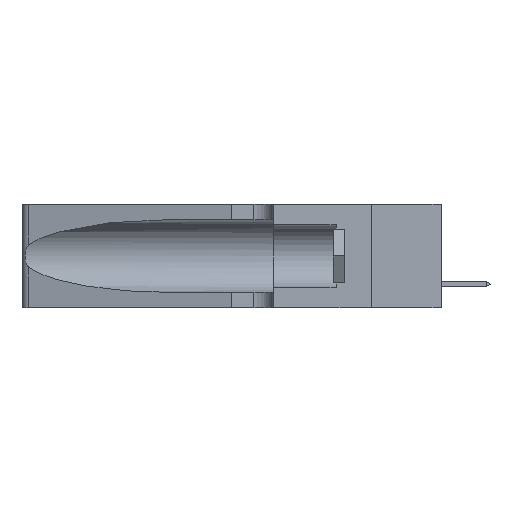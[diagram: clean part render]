
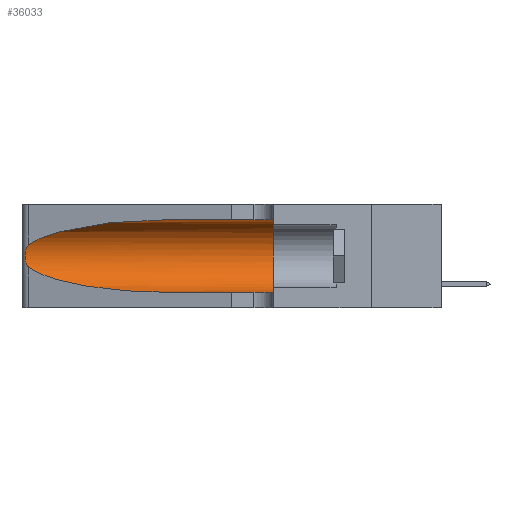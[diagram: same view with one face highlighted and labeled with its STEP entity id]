
A CAD part, left-side view. The second image highlights one B-rep face of the part: STEP entity #36033.
In plain terms, the highlighted cylindrical face has radius 3.308 mm (diameter 6.617 mm), a partial arc.
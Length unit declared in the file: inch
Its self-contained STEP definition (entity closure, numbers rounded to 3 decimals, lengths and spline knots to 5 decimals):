
#818 = AXIS2_PLACEMENT_3D ( 'NONE', #40019, #9231, #28920 ) ;
#1668 = CARTESIAN_POINT ( 'NONE',  ( 0.1305, 0.72297, 0.31525 ) ) ;
#2689 = CARTESIAN_POINT ( 'NONE',  ( 0.1305, 0.72297, 0.05475 ) ) ;
#4454 = ORIENTED_EDGE ( 'NONE', *, *, #28130, .T. ) ;
#4512 = CARTESIAN_POINT ( 'NONE',  ( 0.25555, 1.22994, 0.2215 ) ) ;
#6674 = EDGE_CURVE ( 'NONE', #50292, #35113, #15891, .T. ) ;
#6846 = CARTESIAN_POINT ( 'NONE',  ( 0.1305, 0.72297, 0.31525 ) ) ;
#6860 = CARTESIAN_POINT ( 'NONE',  ( 0.1305, 0.35, 0.31525 ) ) ;
#7655 = AXIS2_PLACEMENT_3D ( 'NONE', #8652, #17068, #28151 ) ;
#8359 = DIRECTION ( 'NONE',  ( 0., -1., 0. ) ) ;
#8423 = CARTESIAN_POINT ( 'NONE',  ( 0.26075, 1.23896, 0.178 ) ) ;
#8652 = CARTESIAN_POINT ( 'NONE',  ( 0.1305, 0.35, 0.185 ) ) ;
#9231 = DIRECTION ( 'NONE',  ( 0., -1., 0. ) ) ;
#9240 = CARTESIAN_POINT ( 'NONE',  ( 0.25856, 1.23593, 0.16098 ) ) ;
#11082 = B_SPLINE_CURVE_WITH_KNOTS ( 'NONE', 3,
 ( #28081, #4512, #48184, #16674, #32088, #20661, #32590, #8423, #40028, #9240, #29277, #33441, #25446, #17709 ),
 .UNSPECIFIED., .F., .F.,
 ( 4, 2, 2, 2, 2, 2, 4 ),
 ( 0., 0.00027, 0.00053, 0.00107, 0.0016, 0.00187, 0.00214 ),
 .UNSPECIFIED. ) ;
#11729 =( BOUNDED_CURVE ( )  B_SPLINE_CURVE ( 3, ( #46426, #46947, #46770, #14774 ),
 .UNSPECIFIED., .F., .F. ) 
 B_SPLINE_CURVE_WITH_KNOTS ( ( 4, 4 ),
 ( 3.44316, 4.71239 ),
 .UNSPECIFIED. ) 
 CURVE ( )  GEOMETRIC_REPRESENTATION_ITEM ( )  RATIONAL_B_SPLINE_CURVE ( ( 1., 0.87, 0.87, 1. ) ) 
 REPRESENTATION_ITEM ( '' )  );
#12974 = CYLINDRICAL_SURFACE ( 'NONE', #818, 0.13025 ) ;
#14774 = CARTESIAN_POINT ( 'NONE',  ( 0.1305, 0.72297, 0.05475 ) ) ;
#15891 = LINE ( 'NONE', #45682, #22129 ) ;
#16674 = CARTESIAN_POINT ( 'NONE',  ( 0.25787, 1.23484, 0.2124 ) ) ;
#16869 = ORIENTED_EDGE ( 'NONE', *, *, #37970, .T. ) ;
#17068 = DIRECTION ( 'NONE',  ( 0., 1., 0. ) ) ;
#17709 = CARTESIAN_POINT ( 'NONE',  ( 0.25487, 1.22718, 0.14631 ) ) ;
#18106 = VERTEX_POINT ( 'NONE', #27477 ) ;
#20178 = VERTEX_POINT ( 'NONE', #6846 ) ;
#20661 = CARTESIAN_POINT ( 'NONE',  ( 0.26018, 1.23835, 0.19895 ) ) ;
#20865 = CARTESIAN_POINT ( 'NONE',  ( 0.25487, 1.22718, 0.14631 ) ) ;
#22129 = VECTOR ( 'NONE', #50205, 39.37008 ) ;
#23895 = EDGE_LOOP ( 'NONE', ( #4454, #16869, #41213, #26052, #41264, #33622 ) ) ;
#24302 = EDGE_CURVE ( 'NONE', #50805, #35113, #35417, .T. ) ;
#25446 = CARTESIAN_POINT ( 'NONE',  ( 0.25555, 1.22993, 0.14849 ) ) ;
#26052 = ORIENTED_EDGE ( 'NONE', *, *, #6674, .T. ) ;
#27477 = CARTESIAN_POINT ( 'NONE',  ( 0.25487, 1.22718, 0.22369 ) ) ;
#28081 = CARTESIAN_POINT ( 'NONE',  ( 0.25487, 1.22718, 0.22369 ) ) ;
#28130 = EDGE_CURVE ( 'NONE', #20178, #18106, #47872, .T. ) ;
#28151 = DIRECTION ( 'NONE',  ( 0., 0., 1. ) ) ;
#28920 = DIRECTION ( 'NONE',  ( 0., 0., -1. ) ) ;
#29277 = CARTESIAN_POINT ( 'NONE',  ( 0.25789, 1.23486, 0.15765 ) ) ;
#29575 = CARTESIAN_POINT ( 'NONE',  ( 0.25487, 1.22718, 0.22369 ) ) ;
#30277 = CARTESIAN_POINT ( 'NONE',  ( 0.2373, 1.15595, 0.28018 ) ) ;
#31235 = VECTOR ( 'NONE', #8359, 39.37008 ) ;
#32088 = CARTESIAN_POINT ( 'NONE',  ( 0.25854, 1.2359, 0.20912 ) ) ;
#32459 = LINE ( 'NONE', #35471, #31235 ) ;
#32590 = CARTESIAN_POINT ( 'NONE',  ( 0.26075, 1.23896, 0.19203 ) ) ;
#33441 = CARTESIAN_POINT ( 'NONE',  ( 0.25639, 1.23186, 0.15144 ) ) ;
#33609 = EDGE_CURVE ( 'NONE', #20178, #50805, #32459, .T. ) ;
#33622 = ORIENTED_EDGE ( 'NONE', *, *, #33609, .F. ) ;
#35113 = VERTEX_POINT ( 'NONE', #47090 ) ;
#35417 = CIRCLE ( 'NONE', #7655, 0.13025 ) ;
#35471 = CARTESIAN_POINT ( 'NONE',  ( 0.1305, 1.61858, 0.31525 ) ) ;
#36033 = ADVANCED_FACE ( 'NONE', ( #46379 ), #12974, .F. ) ;
#37476 = VERTEX_POINT ( 'NONE', #20865 ) ;
#37970 = EDGE_CURVE ( 'NONE', #18106, #37476, #11082, .T. ) ;
#40019 = CARTESIAN_POINT ( 'NONE',  ( 0.1305, 1.61858, 0.185 ) ) ;
#40028 = CARTESIAN_POINT ( 'NONE',  ( 0.26017, 1.23833, 0.17102 ) ) ;
#40824 = CARTESIAN_POINT ( 'NONE',  ( 0.18966, 0.96281, 0.31525 ) ) ;
#41213 = ORIENTED_EDGE ( 'NONE', *, *, #47776, .T. ) ;
#41264 = ORIENTED_EDGE ( 'NONE', *, *, #24302, .F. ) ;
#45682 = CARTESIAN_POINT ( 'NONE',  ( 0.1305, 1.61858, 0.05475 ) ) ;
#46379 = FACE_OUTER_BOUND ( 'NONE', #23895, .T. ) ;
#46426 = CARTESIAN_POINT ( 'NONE',  ( 0.25487, 1.22718, 0.14631 ) ) ;
#46770 = CARTESIAN_POINT ( 'NONE',  ( 0.18966, 0.96281, 0.05475 ) ) ;
#46947 = CARTESIAN_POINT ( 'NONE',  ( 0.2373, 1.15595, 0.08982 ) ) ;
#47090 = CARTESIAN_POINT ( 'NONE',  ( 0.1305, 0.35, 0.05475 ) ) ;
#47776 = EDGE_CURVE ( 'NONE', #37476, #50292, #11729, .T. ) ;
#47872 =( BOUNDED_CURVE ( )  B_SPLINE_CURVE ( 3, ( #1668, #40824, #30277, #29575 ),
 .UNSPECIFIED., .F., .F. ) 
 B_SPLINE_CURVE_WITH_KNOTS ( ( 4, 4 ),
 ( 1.5708, 2.84003 ),
 .UNSPECIFIED. ) 
 CURVE ( )  GEOMETRIC_REPRESENTATION_ITEM ( )  RATIONAL_B_SPLINE_CURVE ( ( 1., 0.87, 0.87, 1. ) ) 
 REPRESENTATION_ITEM ( '' )  );
#48184 = CARTESIAN_POINT ( 'NONE',  ( 0.25639, 1.23184, 0.21858 ) ) ;
#50205 = DIRECTION ( 'NONE',  ( 0., -1., 0. ) ) ;
#50292 = VERTEX_POINT ( 'NONE', #2689 ) ;
#50805 = VERTEX_POINT ( 'NONE', #6860 ) ;
